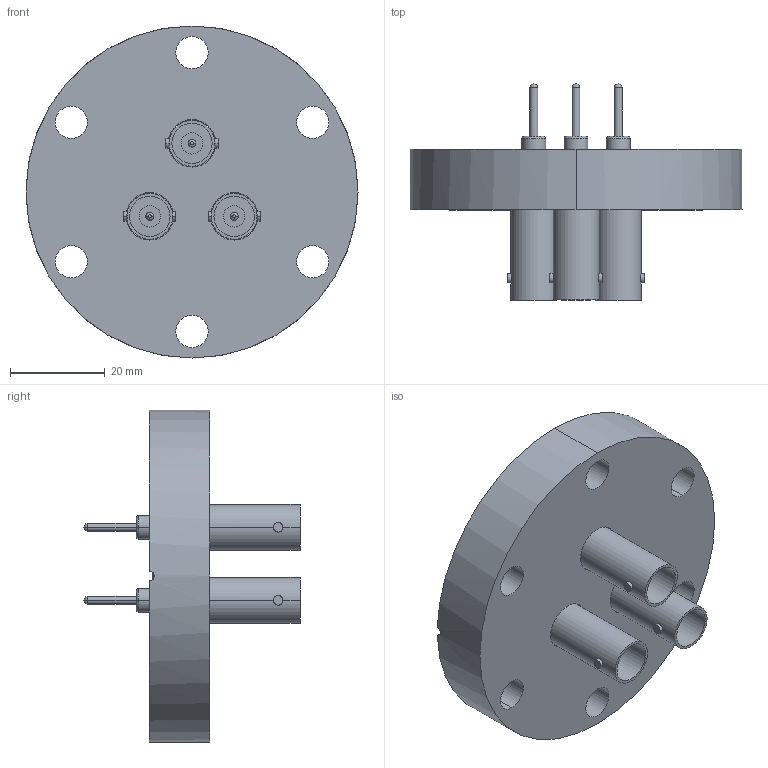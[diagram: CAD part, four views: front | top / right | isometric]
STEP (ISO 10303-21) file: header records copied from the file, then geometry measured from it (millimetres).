
FILE_DESCRIPTION (( 'STEP AP214' ), '1' );
FILE_NAME ('242-SHV50-C40-3.STEP', '2018-02-19T13:43:43', ( '' ), ( '' ), 'SwSTEP 2.0', 'SolidWorks 2014', '' );
FILE_SCHEMA (( 'AUTOMOTIVE_DESIGN' ));
Length unit declared in the file: millimetre
Products named in the file (3): 242-SHV50; 9411-C40-9.7-3_411-CB40; 242-SHV50-C40-3
Assembly tree (4 placements, depth 2):
  242-SHV50-C40-3
    9411-C40-9.7-3_411-CB40
    242-SHV50  x3
Bounding box: 69.9 x 45.5 x 69.9 mm (x, y, z)
Volume: 44936.4 mm3; surface area: 18907.1 mm2
Topology: 4 solids, 4 shells, 149 faces, 320 edges, 200 vertices
Faces by surface type: cylinder 90, plane 37, bspline 18, cone 4
Entity records: 2550 total; most frequent: CARTESIAN_POINT 604, DIRECTION 426, ORIENTED_EDGE 352, AXIS2_PLACEMENT_3D 184, EDGE_CURVE 176, VERTEX_POINT 112, CIRCLE 106, EDGE_LOOP 104
